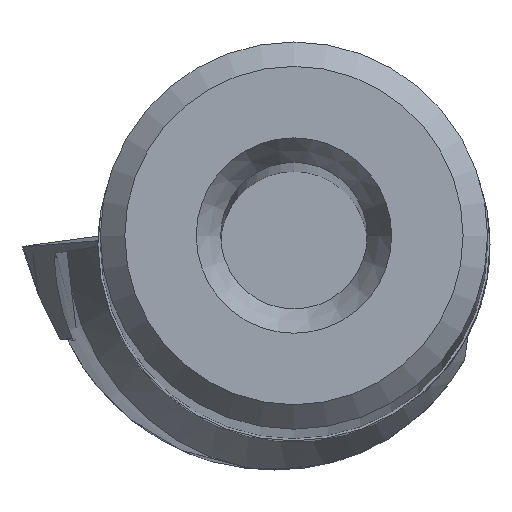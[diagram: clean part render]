
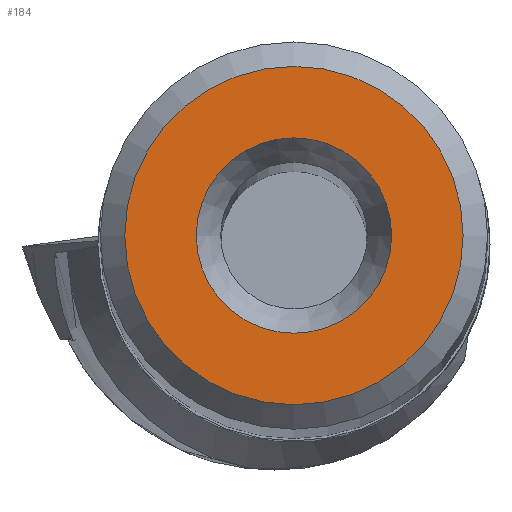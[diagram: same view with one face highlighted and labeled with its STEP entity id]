
A CAD part, top view. The second image highlights one B-rep face of the part: STEP entity #184.
In plain terms, the highlighted planar face has unit normal (0, 0, 1).
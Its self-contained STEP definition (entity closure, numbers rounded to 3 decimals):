
#184=ADVANCED_FACE('',(#362,#363),#216,.T.);
#216=PLANE('',#932);
#362=FACE_BOUND('',#405,.T.);
#363=FACE_BOUND('',#406,.T.);
#405=EDGE_LOOP('',(#524));
#406=EDGE_LOOP('',(#525));
#524=ORIENTED_EDGE('',*,*,#759,.F.);
#525=ORIENTED_EDGE('',*,*,#760,.T.);
#677=VERTEX_POINT('',#1453);
#678=VERTEX_POINT('',#1455);
#759=EDGE_CURVE('',#677,#677,#816,.T.);
#760=EDGE_CURVE('',#678,#678,#817,.T.);
#816=CIRCLE('',#930,2.);
#817=CIRCLE('',#931,3.463);
#930=AXIS2_PLACEMENT_3D('',#1452,#1081,#1082);
#931=AXIS2_PLACEMENT_3D('',#1454,#1083,#1084);
#932=AXIS2_PLACEMENT_3D('',#1456,#1085,#1086);
#1081=DIRECTION('',(0.,0.,1.));
#1082=DIRECTION('',(1.,0.,0.));
#1083=DIRECTION('',(0.,0.,1.));
#1084=DIRECTION('',(1.,0.,0.));
#1085=DIRECTION('',(0.,0.,1.));
#1086=DIRECTION('',(1.,0.,0.));
#1452=CARTESIAN_POINT('',(0.,0.,0.));
#1453=CARTESIAN_POINT('',(2.,0.,0.));
#1454=CARTESIAN_POINT('',(0.,0.,0.));
#1455=CARTESIAN_POINT('',(3.463,0.,0.));
#1456=CARTESIAN_POINT('',(0.,0.,0.));
